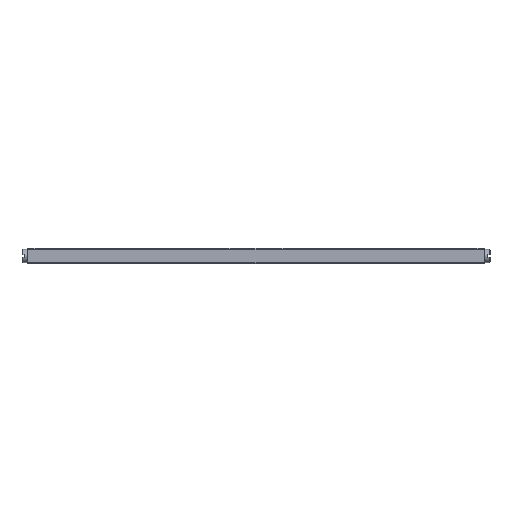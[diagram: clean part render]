
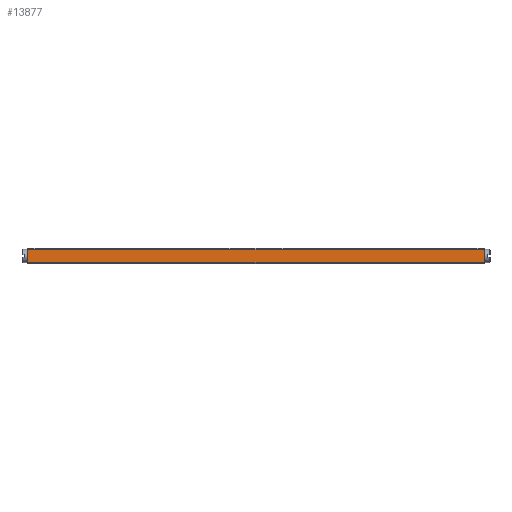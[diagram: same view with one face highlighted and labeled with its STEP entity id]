
A CAD part, front view. The second image highlights one B-rep face of the part: STEP entity #13877.
In plain terms, the highlighted planar face has unit normal (0, -1, 0).
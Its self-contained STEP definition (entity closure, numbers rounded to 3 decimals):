
#10540=FACE_OUTER_BOUND('',#24559,.T.);
#13877=ADVANCED_FACE('',(#10540),#17757,.T.);
#17757=PLANE('',#76462);
#24559=EDGE_LOOP('',(#29474,#29475,#29476,#29477));
#29474=ORIENTED_EDGE('',*,*,#54778,.T.);
#29475=ORIENTED_EDGE('',*,*,#54779,.T.);
#29476=ORIENTED_EDGE('',*,*,#54780,.T.);
#29477=ORIENTED_EDGE('',*,*,#54781,.T.);
#48434=VERTEX_POINT('',#101360);
#48435=VERTEX_POINT('',#101361);
#48436=VERTEX_POINT('',#101363);
#48437=VERTEX_POINT('',#101365);
#54778=EDGE_CURVE('',#48434,#48435,#64170,.T.);
#54779=EDGE_CURVE('',#48435,#48436,#64171,.T.);
#54780=EDGE_CURVE('',#48436,#48437,#64172,.T.);
#54781=EDGE_CURVE('',#48437,#48434,#64173,.T.);
#64170=LINE('',#101359,#70394);
#64171=LINE('',#101362,#70395);
#64172=LINE('',#101364,#70396);
#64173=LINE('',#101366,#70397);
#70394=VECTOR('',#82625,1.);
#70395=VECTOR('',#82626,1.);
#70396=VECTOR('',#82627,1.);
#70397=VECTOR('',#82628,1.);
#76462=AXIS2_PLACEMENT_3D('',#101367,#82629,#82630);
#82625=DIRECTION('',(-1.,0.,0.));
#82626=DIRECTION('',(0.,0.,-1.));
#82627=DIRECTION('',(1.,0.,0.));
#82628=DIRECTION('',(0.,0.,1.));
#82629=DIRECTION('',(0.,-1.,0.));
#82630=DIRECTION('',(0.,0.,1.));
#101359=CARTESIAN_POINT('',(90.,-3.95,5.65));
#101360=CARTESIAN_POINT('',(179.725,-3.95,5.65));
#101361=CARTESIAN_POINT('',(0.275,-3.95,5.65));
#101362=CARTESIAN_POINT('',(0.275,-3.95,-0.05));
#101363=CARTESIAN_POINT('',(0.275,-3.95,0.25));
#101364=CARTESIAN_POINT('',(90.,-3.95,0.25));
#101365=CARTESIAN_POINT('',(179.725,-3.95,0.25));
#101366=CARTESIAN_POINT('',(179.725,-3.95,-0.05));
#101367=CARTESIAN_POINT('',(90.,-3.95,-0.05));
